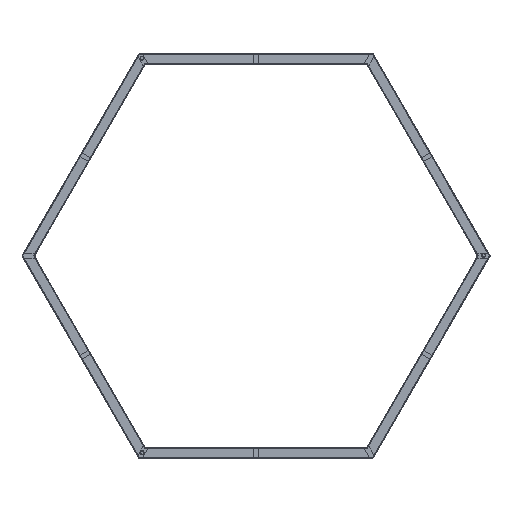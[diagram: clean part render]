
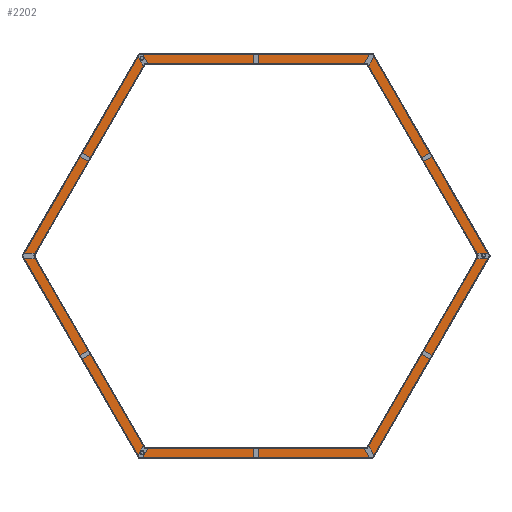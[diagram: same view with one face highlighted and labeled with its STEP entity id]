
A CAD part, top view. The second image highlights one B-rep face of the part: STEP entity #2202.
In plain terms, the highlighted face is planar.
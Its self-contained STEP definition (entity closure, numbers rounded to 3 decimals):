
#102=FACE_BOUND('',#468,.T.);
#207=PLANE('',#2432);
#319=FACE_OUTER_BOUND('',#467,.T.);
#467=EDGE_LOOP('',(#2014,#2015,#2016,#2017,#2018,#2019));
#468=EDGE_LOOP('',(#2020,#2021,#2022,#2023,#2024,#2025));
#690=LINE('',#3560,#937);
#694=LINE('',#3569,#941);
#698=LINE('',#3577,#945);
#701=LINE('',#3583,#948);
#704=LINE('',#3589,#951);
#707=LINE('',#3595,#954);
#710=LINE('',#3601,#957);
#713=LINE('',#3607,#960);
#716=LINE('',#3613,#963);
#719=LINE('',#3619,#966);
#722=LINE('',#3624,#969);
#724=LINE('',#3627,#971);
#937=VECTOR('',#2931,10.);
#941=VECTOR('',#2937,10.);
#945=VECTOR('',#2943,10.);
#948=VECTOR('',#2948,10.);
#951=VECTOR('',#2953,10.);
#954=VECTOR('',#2958,10.);
#957=VECTOR('',#2963,10.);
#960=VECTOR('',#2968,10.);
#963=VECTOR('',#2973,10.);
#966=VECTOR('',#2978,10.);
#969=VECTOR('',#2983,10.);
#971=VECTOR('',#2987,10.);
#1149=VERTEX_POINT('',#3558);
#1150=VERTEX_POINT('',#3559);
#1153=VERTEX_POINT('',#3567);
#1154=VERTEX_POINT('',#3568);
#1157=VERTEX_POINT('',#3576);
#1159=VERTEX_POINT('',#3582);
#1161=VERTEX_POINT('',#3588);
#1163=VERTEX_POINT('',#3594);
#1165=VERTEX_POINT('',#3600);
#1167=VERTEX_POINT('',#3606);
#1169=VERTEX_POINT('',#3612);
#1171=VERTEX_POINT('',#3618);
#1424=EDGE_CURVE('',#1149,#1150,#690,.T.);
#1428=EDGE_CURVE('',#1153,#1154,#694,.T.);
#1432=EDGE_CURVE('',#1157,#1149,#698,.T.);
#1435=EDGE_CURVE('',#1154,#1159,#701,.T.);
#1438=EDGE_CURVE('',#1161,#1157,#704,.T.);
#1441=EDGE_CURVE('',#1159,#1163,#707,.T.);
#1444=EDGE_CURVE('',#1165,#1161,#710,.T.);
#1447=EDGE_CURVE('',#1163,#1167,#713,.T.);
#1450=EDGE_CURVE('',#1169,#1165,#716,.T.);
#1453=EDGE_CURVE('',#1167,#1171,#719,.T.);
#1456=EDGE_CURVE('',#1150,#1169,#722,.T.);
#1458=EDGE_CURVE('',#1171,#1153,#724,.T.);
#2014=ORIENTED_EDGE('',*,*,#1424,.F.);
#2015=ORIENTED_EDGE('',*,*,#1432,.F.);
#2016=ORIENTED_EDGE('',*,*,#1438,.F.);
#2017=ORIENTED_EDGE('',*,*,#1444,.F.);
#2018=ORIENTED_EDGE('',*,*,#1450,.F.);
#2019=ORIENTED_EDGE('',*,*,#1456,.F.);
#2020=ORIENTED_EDGE('',*,*,#1458,.F.);
#2021=ORIENTED_EDGE('',*,*,#1453,.F.);
#2022=ORIENTED_EDGE('',*,*,#1447,.F.);
#2023=ORIENTED_EDGE('',*,*,#1441,.F.);
#2024=ORIENTED_EDGE('',*,*,#1435,.F.);
#2025=ORIENTED_EDGE('',*,*,#1428,.F.);
#2202=ADVANCED_FACE('',(#319,#102),#207,.F.);
#2432=AXIS2_PLACEMENT_3D('',#3630,#2991,#2992);
#2931=DIRECTION('',(0.5,0.866,0.));
#2937=DIRECTION('',(-0.5,-0.866,0.));
#2943=DIRECTION('',(1.,0.,0.));
#2948=DIRECTION('',(-1.,0.,0.));
#2953=DIRECTION('',(0.5,-0.866,0.));
#2958=DIRECTION('',(-0.5,0.866,0.));
#2963=DIRECTION('',(-0.5,-0.866,0.));
#2968=DIRECTION('',(0.5,0.866,0.));
#2973=DIRECTION('',(-1.,0.,0.));
#2978=DIRECTION('',(1.,0.,0.));
#2983=DIRECTION('',(-0.5,0.866,0.));
#2987=DIRECTION('',(0.5,-0.866,0.));
#2991=DIRECTION('center_axis',(0.,0.,1.));
#2992=DIRECTION('ref_axis',(1.,0.,0.));
#3558=CARTESIAN_POINT('',(323.845,-560.917,2.));
#3559=CARTESIAN_POINT('',(647.691,0.,2.));
#3560=CARTESIAN_POINT('',(323.845,-560.917,2.));
#3567=CARTESIAN_POINT('',(617.668,0.,2.));
#3568=CARTESIAN_POINT('',(308.834,-534.917,2.));
#3569=CARTESIAN_POINT('',(617.668,0.,2.));
#3576=CARTESIAN_POINT('',(-323.845,-560.917,2.));
#3577=CARTESIAN_POINT('',(-323.845,-560.917,2.));
#3582=CARTESIAN_POINT('',(-308.834,-534.917,2.));
#3583=CARTESIAN_POINT('',(308.834,-534.917,2.));
#3588=CARTESIAN_POINT('',(-647.691,0.,2.));
#3589=CARTESIAN_POINT('',(-647.691,0.,2.));
#3594=CARTESIAN_POINT('',(-617.668,0.,2.));
#3595=CARTESIAN_POINT('',(-308.834,-534.917,2.));
#3600=CARTESIAN_POINT('',(-323.845,560.917,2.));
#3601=CARTESIAN_POINT('',(-323.845,560.917,2.));
#3606=CARTESIAN_POINT('',(-308.834,534.917,2.));
#3607=CARTESIAN_POINT('',(-617.668,0.,2.));
#3612=CARTESIAN_POINT('',(323.845,560.917,2.));
#3613=CARTESIAN_POINT('',(323.845,560.917,2.));
#3618=CARTESIAN_POINT('',(308.834,534.917,2.));
#3619=CARTESIAN_POINT('',(-308.834,534.917,2.));
#3624=CARTESIAN_POINT('',(647.691,0.,2.));
#3627=CARTESIAN_POINT('',(308.834,534.917,2.));
#3630=CARTESIAN_POINT('Origin',(474.765,274.105,2.));
